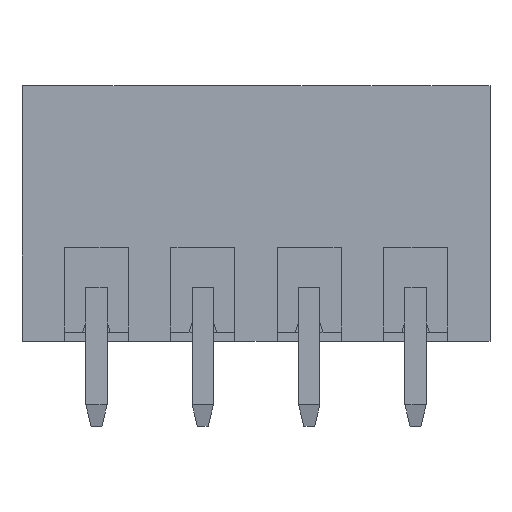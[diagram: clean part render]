
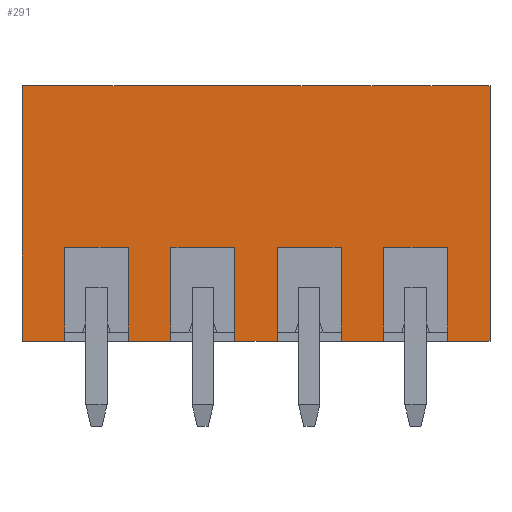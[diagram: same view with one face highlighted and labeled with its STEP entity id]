
A CAD part, front view. The second image highlights one B-rep face of the part: STEP entity #291.
In plain terms, the highlighted planar face has unit normal (0, -1, 0).
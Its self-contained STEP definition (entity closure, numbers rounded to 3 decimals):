
#291 = ADVANCED_FACE( '', ( #679 ), #680, .T. );
#679 = FACE_OUTER_BOUND( '', #1195, .T. );
#680 = PLANE( '', #1196 );
#1195 = EDGE_LOOP( '', ( #1801, #1802, #1803, #1804, #1805, #1806, #1807, #1808, #1809, #1810, #1811, #1812, #1813, #1814, #1815, #1816, #1817, #1818, #1819, #1820 ) );
#1196 = AXIS2_PLACEMENT_3D( '', #1821, #1822, #1823 );
#1801 = ORIENTED_EDGE( '', *, *, #3286, .T. );
#1802 = ORIENTED_EDGE( '', *, *, #3287, .F. );
#1803 = ORIENTED_EDGE( '', *, *, #3288, .F. );
#1804 = ORIENTED_EDGE( '', *, *, #3289, .F. );
#1805 = ORIENTED_EDGE( '', *, *, #3290, .F. );
#1806 = ORIENTED_EDGE( '', *, *, #3291, .T. );
#1807 = ORIENTED_EDGE( '', *, *, #3292, .F. );
#1808 = ORIENTED_EDGE( '', *, *, #3203, .F. );
#1809 = ORIENTED_EDGE( '', *, *, #3293, .F. );
#1810 = ORIENTED_EDGE( '', *, *, #3294, .T. );
#1811 = ORIENTED_EDGE( '', *, *, #3295, .F. );
#1812 = ORIENTED_EDGE( '', *, *, #3296, .F. );
#1813 = ORIENTED_EDGE( '', *, *, #3277, .F. );
#1814 = ORIENTED_EDGE( '', *, *, #3297, .T. );
#1815 = ORIENTED_EDGE( '', *, *, #3298, .F. );
#1816 = ORIENTED_EDGE( '', *, *, #3299, .F. );
#1817 = ORIENTED_EDGE( '', *, *, #3300, .F. );
#1818 = ORIENTED_EDGE( '', *, *, #3301, .T. );
#1819 = ORIENTED_EDGE( '', *, *, #3302, .F. );
#1820 = ORIENTED_EDGE( '', *, *, #3194, .T. );
#1821 = CARTESIAN_POINT( '', ( 11., -4.25, -6. ) );
#1822 = DIRECTION( '', ( 0., -1., 0. ) );
#1823 = DIRECTION( '', ( 0., 0., -1. ) );
#3194 = EDGE_CURVE( '', #3811, #3809, #3812, .T. );
#3203 = EDGE_CURVE( '', #3826, #3817, #3828, .T. );
#3277 = EDGE_CURVE( '', #3960, #3961, #3962, .T. );
#3286 = EDGE_CURVE( '', #3809, #3975, #3976, .T. );
#3287 = EDGE_CURVE( '', #3977, #3975, #3978, .T. );
#3288 = EDGE_CURVE( '', #3979, #3977, #3980, .T. );
#3289 = EDGE_CURVE( '', #3981, #3979, #3982, .T. );
#3290 = EDGE_CURVE( '', #3983, #3981, #3984, .T. );
#3291 = EDGE_CURVE( '', #3983, #3985, #3986, .T. );
#3292 = EDGE_CURVE( '', #3817, #3985, #3987, .T. );
#3293 = EDGE_CURVE( '', #3988, #3826, #3989, .T. );
#3294 = EDGE_CURVE( '', #3988, #3990, #3991, .T. );
#3295 = EDGE_CURVE( '', #3992, #3990, #3993, .T. );
#3296 = EDGE_CURVE( '', #3961, #3992, #3994, .T. );
#3297 = EDGE_CURVE( '', #3960, #3995, #3996, .T. );
#3298 = EDGE_CURVE( '', #3997, #3995, #3998, .T. );
#3299 = EDGE_CURVE( '', #3999, #3997, #4000, .T. );
#3300 = EDGE_CURVE( '', #4001, #3999, #4002, .T. );
#3301 = EDGE_CURVE( '', #4001, #4003, #4004, .T. );
#3302 = EDGE_CURVE( '', #3811, #4003, #4005, .T. );
#3809 = VERTEX_POINT( '', #4720 );
#3811 = VERTEX_POINT( '', #4723 );
#3812 = LINE( '', #4724, #4725 );
#3817 = VERTEX_POINT( '', #4732 );
#3826 = VERTEX_POINT( '', #4745 );
#3828 = LINE( '', #4748, #4749 );
#3960 = VERTEX_POINT( '', #4938 );
#3961 = VERTEX_POINT( '', #4939 );
#3962 = LINE( '', #4940, #4941 );
#3975 = VERTEX_POINT( '', #4960 );
#3976 = LINE( '', #4961, #4962 );
#3977 = VERTEX_POINT( '', #4963 );
#3978 = LINE( '', #4964, #4965 );
#3979 = VERTEX_POINT( '', #4966 );
#3980 = LINE( '', #4967, #4968 );
#3981 = VERTEX_POINT( '', #4969 );
#3982 = LINE( '', #4970, #4971 );
#3983 = VERTEX_POINT( '', #4972 );
#3984 = LINE( '', #4973, #4974 );
#3985 = VERTEX_POINT( '', #4975 );
#3986 = LINE( '', #4976, #4977 );
#3987 = LINE( '', #4978, #4979 );
#3988 = VERTEX_POINT( '', #4980 );
#3989 = LINE( '', #4981, #4982 );
#3990 = VERTEX_POINT( '', #4983 );
#3991 = LINE( '', #4984, #4985 );
#3992 = VERTEX_POINT( '', #4986 );
#3993 = LINE( '', #4987, #4988 );
#3994 = LINE( '', #4989, #4990 );
#3995 = VERTEX_POINT( '', #4991 );
#3996 = LINE( '', #4992, #4993 );
#3997 = VERTEX_POINT( '', #4994 );
#3998 = LINE( '', #4995, #4996 );
#3999 = VERTEX_POINT( '', #4997 );
#4000 = LINE( '', #4998, #4999 );
#4001 = VERTEX_POINT( '', #5000 );
#4002 = LINE( '', #5001, #5002 );
#4003 = VERTEX_POINT( '', #5003 );
#4004 = LINE( '', #5004, #5005 );
#4005 = LINE( '', #5006, #5007 );
#4720 = CARTESIAN_POINT( '', ( 11., -4.25, 6. ) );
#4723 = CARTESIAN_POINT( '', ( 11., -4.25, -6. ) );
#4724 = CARTESIAN_POINT( '', ( 11., -4.25, -6. ) );
#4725 = VECTOR( '', #6026, 1000. );
#4732 = CARTESIAN_POINT( '', ( -4., -4.25, -6. ) );
#4745 = CARTESIAN_POINT( '', ( -4., -4.25, -1.6 ) );
#4748 = CARTESIAN_POINT( '', ( -4., -4.25, -5.6 ) );
#4749 = VECTOR( '', #6034, 1000. );
#4938 = CARTESIAN_POINT( '', ( 4., -4.25, -1.6 ) );
#4939 = CARTESIAN_POINT( '', ( 1., -4.25, -1.6 ) );
#4940 = CARTESIAN_POINT( '', ( 4., -4.25, -1.6 ) );
#4941 = VECTOR( '', #6098, 1000. );
#4960 = CARTESIAN_POINT( '', ( -11., -4.25, 6. ) );
#4961 = CARTESIAN_POINT( '', ( 11., -4.25, 6. ) );
#4962 = VECTOR( '', #6105, 1000. );
#4963 = CARTESIAN_POINT( '', ( -11., -4.25, -6. ) );
#4964 = CARTESIAN_POINT( '', ( -11., -4.25, -6. ) );
#4965 = VECTOR( '', #6106, 1000. );
#4966 = CARTESIAN_POINT( '', ( -9., -4.25, -6. ) );
#4967 = CARTESIAN_POINT( '', ( 11., -4.25, -6. ) );
#4968 = VECTOR( '', #6107, 1000. );
#4969 = CARTESIAN_POINT( '', ( -9., -4.25, -1.6 ) );
#4970 = CARTESIAN_POINT( '', ( -9., -4.25, -5.6 ) );
#4971 = VECTOR( '', #6108, 1000. );
#4972 = CARTESIAN_POINT( '', ( -6., -4.25, -1.6 ) );
#4973 = CARTESIAN_POINT( '', ( -6., -4.25, -1.6 ) );
#4974 = VECTOR( '', #6109, 1000. );
#4975 = CARTESIAN_POINT( '', ( -6., -4.25, -6. ) );
#4976 = CARTESIAN_POINT( '', ( -6., -4.25, -5.6 ) );
#4977 = VECTOR( '', #6110, 1000. );
#4978 = CARTESIAN_POINT( '', ( 11., -4.25, -6. ) );
#4979 = VECTOR( '', #6111, 1000. );
#4980 = CARTESIAN_POINT( '', ( -1., -4.25, -1.6 ) );
#4981 = CARTESIAN_POINT( '', ( -1., -4.25, -1.6 ) );
#4982 = VECTOR( '', #6112, 1000. );
#4983 = CARTESIAN_POINT( '', ( -1., -4.25, -6. ) );
#4984 = CARTESIAN_POINT( '', ( -1., -4.25, -5.6 ) );
#4985 = VECTOR( '', #6113, 1000. );
#4986 = CARTESIAN_POINT( '', ( 1., -4.25, -6. ) );
#4987 = CARTESIAN_POINT( '', ( 11., -4.25, -6. ) );
#4988 = VECTOR( '', #6114, 1000. );
#4989 = CARTESIAN_POINT( '', ( 1., -4.25, -5.6 ) );
#4990 = VECTOR( '', #6115, 1000. );
#4991 = CARTESIAN_POINT( '', ( 4., -4.25, -6. ) );
#4992 = CARTESIAN_POINT( '', ( 4., -4.25, -5.6 ) );
#4993 = VECTOR( '', #6116, 1000. );
#4994 = CARTESIAN_POINT( '', ( 6., -4.25, -6. ) );
#4995 = CARTESIAN_POINT( '', ( 11., -4.25, -6. ) );
#4996 = VECTOR( '', #6117, 1000. );
#4997 = CARTESIAN_POINT( '', ( 6., -4.25, -1.6 ) );
#4998 = CARTESIAN_POINT( '', ( 6., -4.25, -5.6 ) );
#4999 = VECTOR( '', #6118, 1000. );
#5000 = CARTESIAN_POINT( '', ( 9., -4.25, -1.6 ) );
#5001 = CARTESIAN_POINT( '', ( 9., -4.25, -1.6 ) );
#5002 = VECTOR( '', #6119, 1000. );
#5003 = CARTESIAN_POINT( '', ( 9., -4.25, -6. ) );
#5004 = CARTESIAN_POINT( '', ( 9., -4.25, -5.6 ) );
#5005 = VECTOR( '', #6120, 1000. );
#5006 = CARTESIAN_POINT( '', ( 11., -4.25, -6. ) );
#5007 = VECTOR( '', #6121, 1000. );
#6026 = DIRECTION( '', ( 0., 0., 1. ) );
#6034 = DIRECTION( '', ( 0., 0., -1. ) );
#6098 = DIRECTION( '', ( -1., 0., 0. ) );
#6105 = DIRECTION( '', ( -1., 0., 0. ) );
#6106 = DIRECTION( '', ( 0., 0., 1. ) );
#6107 = DIRECTION( '', ( -1., 0., 0. ) );
#6108 = DIRECTION( '', ( 0., 0., -1. ) );
#6109 = DIRECTION( '', ( -1., 0., 0. ) );
#6110 = DIRECTION( '', ( 0., 0., -1. ) );
#6111 = DIRECTION( '', ( -1., 0., 0. ) );
#6112 = DIRECTION( '', ( -1., 0., 0. ) );
#6113 = DIRECTION( '', ( 0., 0., -1. ) );
#6114 = DIRECTION( '', ( -1., 0., 0. ) );
#6115 = DIRECTION( '', ( 0., 0., -1. ) );
#6116 = DIRECTION( '', ( 0., 0., -1. ) );
#6117 = DIRECTION( '', ( -1., 0., 0. ) );
#6118 = DIRECTION( '', ( 0., 0., -1. ) );
#6119 = DIRECTION( '', ( -1., 0., 0. ) );
#6120 = DIRECTION( '', ( 0., 0., -1. ) );
#6121 = DIRECTION( '', ( -1., 0., 0. ) );
